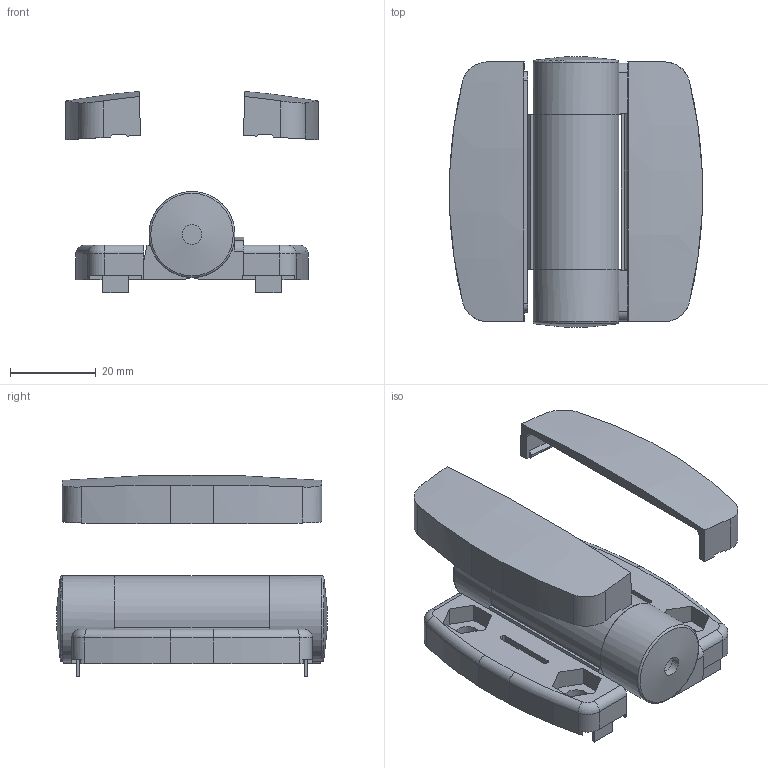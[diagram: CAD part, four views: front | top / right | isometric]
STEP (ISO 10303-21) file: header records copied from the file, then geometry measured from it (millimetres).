
FILE_DESCRIPTION(/* description */ ('STEP AP214'),/* implementation_level */ '2;1');
FILE_NAME(/* name */ '095SF3030A06 (0)',/* time_stamp */ '2022-07-08T15:02:11+02:00',/* author */ ('License CC BY-ND 4.0'),/* organization */ ('CADENAS'),/* preprocessor_version */ 'ST-DEVELOPER v18.102',/* originating_system */ 'PARTsolutions',/* authorisation */ ' ');
FILE_SCHEMA (('AUTOMOTIVE_DESIGN {1 0 10303 214 3 1 1}'));
Length unit declared in the file: millimetre
Products named in the file (5): 095SF3030A06 (0); 095SF3030A06 (0)_3; 095SF3030A06 (0)_4; 095SF3030A06 (0)_2; 095SF3030A06 (0)_1
Assembly tree (4 placements, depth 2):
  095SF3030A06 (0)
    095SF3030A06 (0)_3
    095SF3030A06 (0)_4
    095SF3030A06 (0)_2
    095SF3030A06 (0)_1
Bounding box: 58.67 x 62.9 x 46.79 mm (x, y, z)
Volume: 35698.6 mm3; surface area: 23499.5 mm2
Topology: 4 solids, 4 shells, 311 faces, 818 edges, 529 vertices
Faces by surface type: plane 201, cylinder 84, torus 20, sphere 6
Full cylindrical faces by diameter (mm): 4.6 x2, 6.4 x4, 8 x2, 14 x2, 20 x2
Entity records: 9491 total; most frequent: CARTESIAN_POINT 1703, DIRECTION 1590, ORIENTED_EDGE 1572, EDGE_CURVE 786, LINE 564, VECTOR 564, VERTEX_POINT 518, AXIS2_PLACEMENT_3D 513
